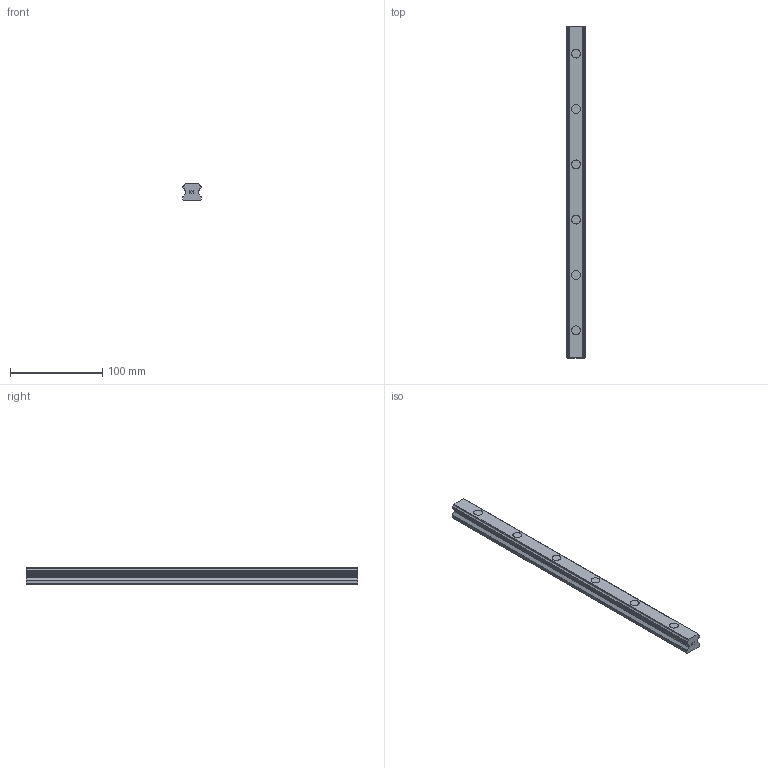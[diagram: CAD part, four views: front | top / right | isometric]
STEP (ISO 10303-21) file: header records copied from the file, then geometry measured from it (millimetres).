
FILE_DESCRIPTION(('STEP AP214'),'1');
FILE_NAME('cctmp_A2E3E649-98E6-475B-9A9C-85C9D3DD53B8_2020_5_18_12_45_14_821..stp','2020-05-18T10:45:14',('HIWIN GmbH'),('CADClick - www.CADClick.com'),'Spatial InterOp 3D',' ','unknown authorization');
FILE_SCHEMA(('AUTOMOTIVE_DESIGN'));
Length unit declared in the file: millimetre
Products named in the file (1): HGR20R360H_FILE
Bounding box: 20 x 360 x 17.5 mm (x, y, z)
Volume: 102920.2 mm3; surface area: 31053.5 mm2
Topology: 1 solids, 1 shells, 161 faces, 411 edges, 274 vertices
Faces by surface type: plane 103, cylinder 58
Entity records: 6193 total; most frequent: DIRECTION 851, CARTESIAN_POINT 847, ORIENTED_EDGE 822, EDGE_CURVE 411, LINE 295, VECTOR 295, AXIS2_PLACEMENT_3D 278, VERTEX_POINT 274
